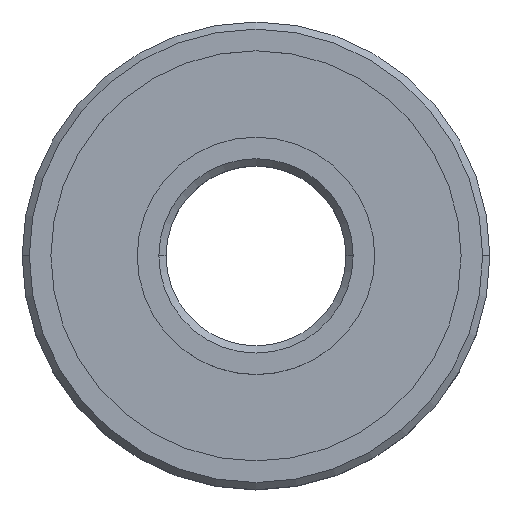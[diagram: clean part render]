
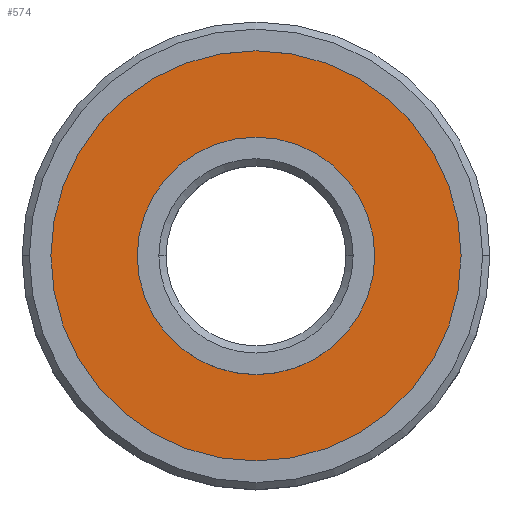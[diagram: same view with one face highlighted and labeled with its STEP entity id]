
A CAD part, top view. The second image highlights one B-rep face of the part: STEP entity #574.
In plain terms, the highlighted planar face has unit normal (0, 0, 1).
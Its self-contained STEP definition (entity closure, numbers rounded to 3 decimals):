
#15 = FACE_OUTER_BOUND ( 'NONE', #400, .T. ) ;
#20 = VERTEX_POINT ( 'NONE', #231 ) ;
#76 = CARTESIAN_POINT ( 'NONE',  ( 0., 0., 1.7 ) ) ;
#177 = EDGE_CURVE ( 'NONE', #20, #610, #293, .T. ) ;
#191 = CARTESIAN_POINT ( 'NONE',  ( 0., 0., 1.7 ) ) ;
#197 = CARTESIAN_POINT ( 'NONE',  ( 0., 0., 1.7 ) ) ;
#198 = CIRCLE ( 'NONE', #764, 3.3 ) ;
#217 = DIRECTION ( 'NONE',  ( 1., 0., 0. ) ) ;
#231 = CARTESIAN_POINT ( 'NONE',  ( 5.7, 0., 1.7 ) ) ;
#240 = EDGE_CURVE ( 'NONE', #610, #20, #577, .T. ) ;
#250 = PLANE ( 'NONE',  #662 ) ;
#253 = CARTESIAN_POINT ( 'NONE',  ( 3.3, 0., 1.7 ) ) ;
#260 = VERTEX_POINT ( 'NONE', #253 ) ;
#283 = EDGE_LOOP ( 'NONE', ( #394, #725 ) ) ;
#289 = DIRECTION ( 'NONE',  ( 0., 0., 1. ) ) ;
#293 = CIRCLE ( 'NONE', #715, 5.7 ) ;
#294 = EDGE_CURVE ( 'NONE', #260, #506, #752, .T. ) ;
#315 = FACE_BOUND ( 'NONE', #283, .T. ) ;
#322 = DIRECTION ( 'NONE',  ( 0., 0., 1. ) ) ;
#328 = DIRECTION ( 'NONE',  ( 1., 0., 0. ) ) ;
#329 = ORIENTED_EDGE ( 'NONE', *, *, #240, .T. ) ;
#385 = DIRECTION ( 'NONE',  ( 1., 0., 0. ) ) ;
#387 = CARTESIAN_POINT ( 'NONE',  ( 0., 0., 1.7 ) ) ;
#394 = ORIENTED_EDGE ( 'NONE', *, *, #294, .F. ) ;
#400 = EDGE_LOOP ( 'NONE', ( #565, #329 ) ) ;
#434 = DIRECTION ( 'NONE',  ( 0., 0., 1. ) ) ;
#481 = CARTESIAN_POINT ( 'NONE',  ( -3.3, 0., 1.7 ) ) ;
#489 = DIRECTION ( 'NONE',  ( 0., 0., 1. ) ) ;
#506 = VERTEX_POINT ( 'NONE', #481 ) ;
#520 = EDGE_CURVE ( 'NONE', #506, #260, #198, .T. ) ;
#565 = ORIENTED_EDGE ( 'NONE', *, *, #177, .T. ) ;
#574 = ADVANCED_FACE ( 'NONE', ( #315, #15 ), #250, .T. ) ;
#577 = CIRCLE ( 'NONE', #689, 5.7 ) ;
#610 = VERTEX_POINT ( 'NONE', #612 ) ;
#612 = CARTESIAN_POINT ( 'NONE',  ( -5.7, 0., 1.7 ) ) ;
#625 = DIRECTION ( 'NONE',  ( 0., 0., 1. ) ) ;
#662 = AXIS2_PLACEMENT_3D ( 'NONE', #191, #434, #668 ) ;
#666 = DIRECTION ( 'NONE',  ( 1., 0., 0. ) ) ;
#668 = DIRECTION ( 'NONE',  ( 1., 0., 0. ) ) ;
#689 = AXIS2_PLACEMENT_3D ( 'NONE', #76, #322, #666 ) ;
#691 = CARTESIAN_POINT ( 'NONE',  ( 0., 0., 1.7 ) ) ;
#703 = AXIS2_PLACEMENT_3D ( 'NONE', #691, #289, #217 ) ;
#715 = AXIS2_PLACEMENT_3D ( 'NONE', #387, #625, #328 ) ;
#725 = ORIENTED_EDGE ( 'NONE', *, *, #520, .F. ) ;
#752 = CIRCLE ( 'NONE', #703, 3.3 ) ;
#764 = AXIS2_PLACEMENT_3D ( 'NONE', #197, #489, #385 ) ;
